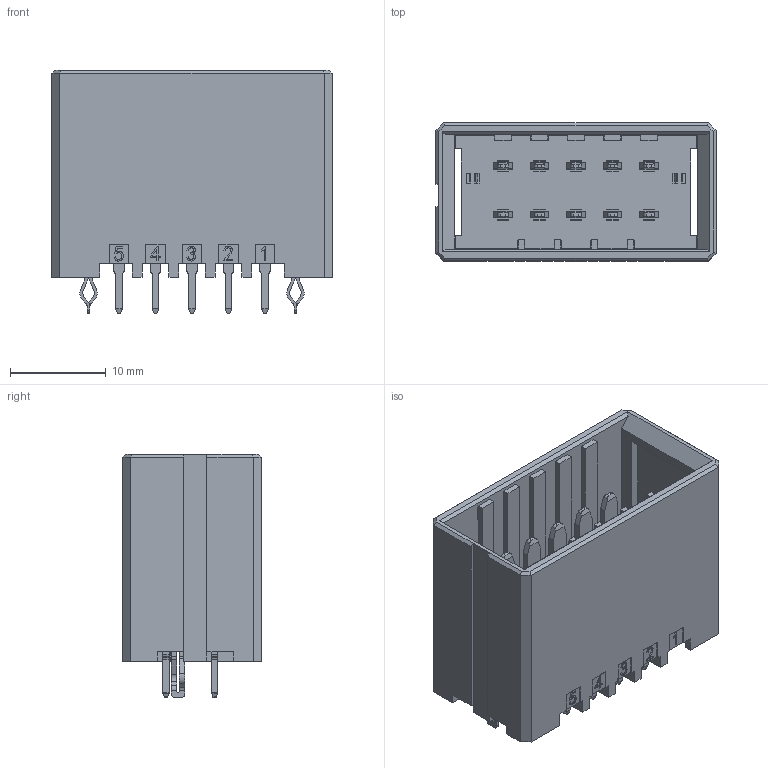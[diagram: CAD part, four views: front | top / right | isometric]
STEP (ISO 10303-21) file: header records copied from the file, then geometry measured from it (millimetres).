
FILE_DESCRIPTION( ('This file contains a STEP AP42 implementation' ,'as created by ZW3D STEP Interface translator.') ,'2;1' );
FILE_NAME( 'WD3810-2WS05W4BT10W.stp' ,'2312 6.1159 8', (''), ('ZWCAD Software Co.'), 'Version 1.0', 'ZW3D to STEP translator', '' );
FILE_SCHEMA(('AUTOMOTIVE_DESIGN { 1 0 10303 214 1 1 1 1 }'));
Length unit declared in the file: millimetre
Products named in the file (2): 0; WD3810-2WS05W4BT10W
Bounding box: 29.24 x 14.43 x 25.4 mm (x, y, z)
Volume: 3082.2 mm3; surface area: 5667.9 mm2
Topology: 1 solids, 1 shells, 844 faces, 2336 edges, 1552 vertices
Faces by surface type: plane 685, cylinder 138, bspline 21
Entity records: 27898 total; most frequent: CARTESIAN_POINT 5526, ORIENTED_EDGE 4672, DIRECTION 4046, EDGE_CURVE 2336, VECTOR 1926, LINE 1926, VERTEX_POINT 1552, AXIS2_PLACEMENT_3D 1060
